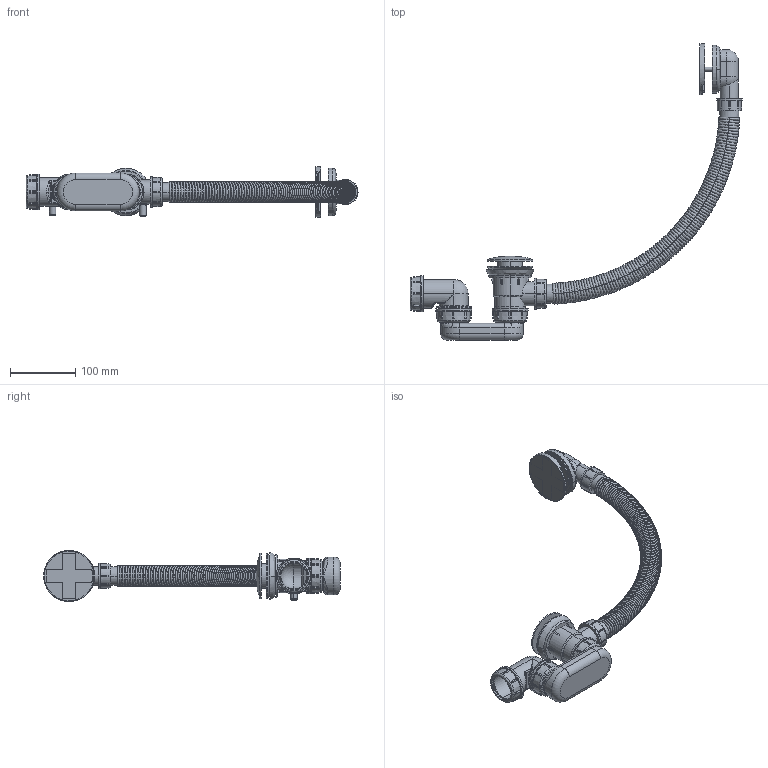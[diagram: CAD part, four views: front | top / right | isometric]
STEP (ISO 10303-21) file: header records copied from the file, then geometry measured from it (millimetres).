
FILE_DESCRIPTION (( 'STEP AP203' ), '1' );
FILE_NAME ('AAZ311784.STEP', '2025-07-28T08:16:02', ( '' ), ( '' ), 'SwSTEP 2.0', 'SolidWorks 2021', '' );
FILE_SCHEMA (( 'CONFIG_CONTROL_DESIGN' ));
Length unit declared in the file: millimetre
Products named in the file (5): AAZ311784_02; AAZ311784_01_Predeterminado; AAZ311784; AAZ311784_04; AAZ311784_03
Assembly tree (4 placements, depth 2):
  AAZ311784
    AAZ311784_02
    AAZ311784_04
    AAZ311784_03
    AAZ311784_01_Predeterminado
Bounding box: 507.81 x 453.81 x 78 mm (x, y, z)
Volume: 716328.2 mm3; surface area: 239842.2 mm2
Topology: 11 solids, 11 shells, 1433 faces, 3625 edges, 2199 vertices
Faces by surface type: bspline 496, torus 377, cylinder 251, plane 193, sphere 71, cone 45
Entity records: 126700 total; most frequent: CARTESIAN_POINT 96048, ORIENTED_EDGE 7148, DIRECTION 5236, EDGE_CURVE 3574, AXIS2_PLACEMENT_3D 2346, VERTEX_POINT 2195, B_SPLINE_CURVE_WITH_KNOTS 1606, EDGE_LOOP 1479
